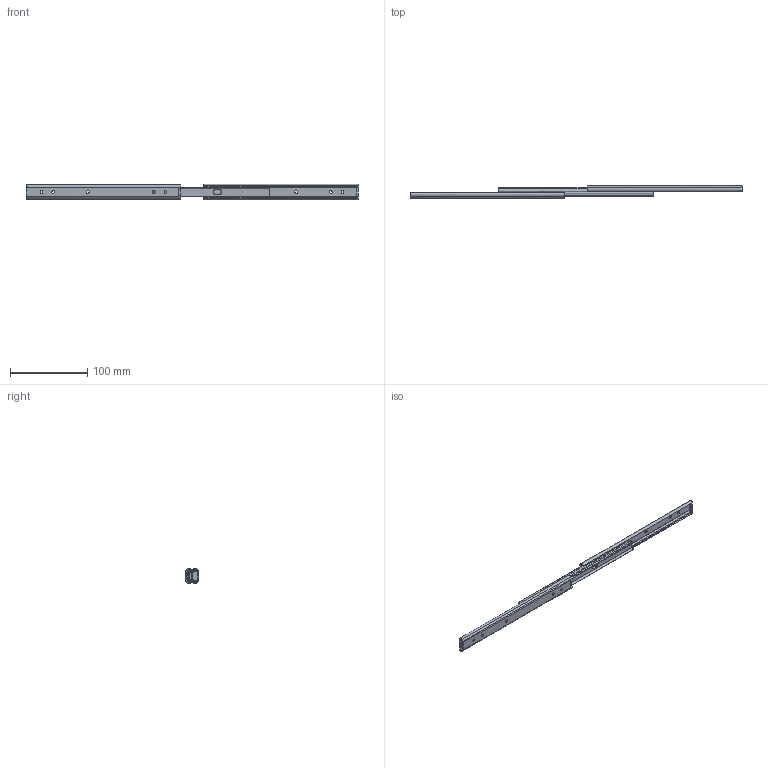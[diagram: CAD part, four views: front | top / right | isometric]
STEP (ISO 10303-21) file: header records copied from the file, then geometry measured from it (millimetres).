
FILE_DESCRIPTION((''),'2;1');
FILE_NAME('','2005-12-14T16:55:00',(''),(''),'','CADfix','');
FILE_SCHEMA(('AUTOMOTIVE_DESIGN'));
Length unit declared in the file: millimetre
Products named in the file (5): ball; retainer; member_A; member_B; TM_234_1_6070_36
Assembly tree (37 placements, depth 2):
  TM_234_1_6070_36
    ball  x32
    retainer  x2
    member_A  x2
    member_B
Bounding box: 429 x 16 x 20 mm (x, y, z)
Volume: 26500.5 mm3; surface area: 44813.9 mm2
Topology: 37 solids, 37 shells, 564 faces, 1606 edges, 1112 vertices
Faces by surface type: bspline 564
Entity records: 10476 total; most frequent: CARTESIAN_POINT 5327, ORIENTED_EDGE 1686, EDGE_CURVE 843, VERTEX_POINT 570, QUASI_UNIFORM_CURVE 463, EDGE_LOOP 325, FACE_OUTER_BOUND 279, ADVANCED_FACE 279
